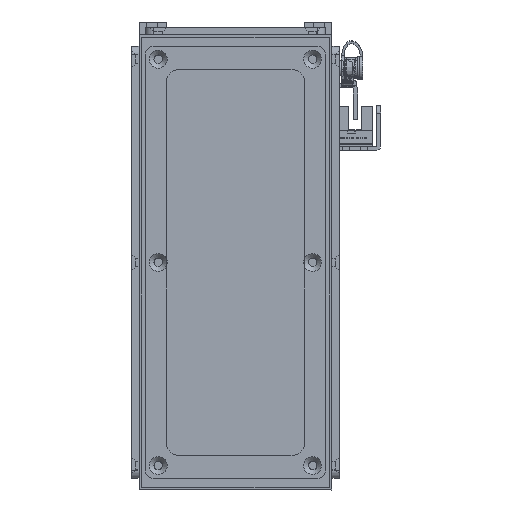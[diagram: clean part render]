
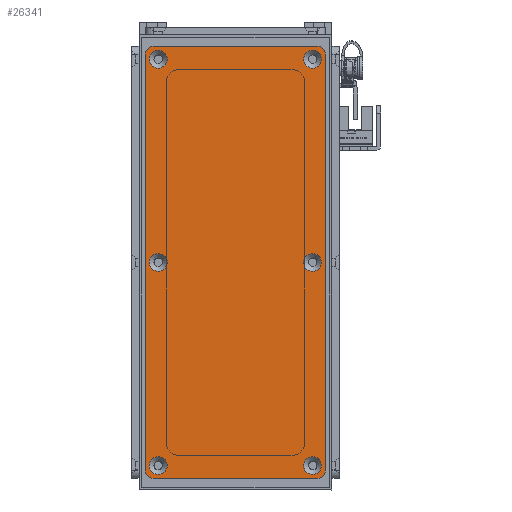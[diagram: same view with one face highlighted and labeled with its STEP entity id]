
A CAD part, left-side view. The second image highlights one B-rep face of the part: STEP entity #26341.
In plain terms, the highlighted face is planar.
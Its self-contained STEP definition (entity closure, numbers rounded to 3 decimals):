
#1232=FACE_BOUND('',#5141,.T.);
#1233=FACE_BOUND('',#5142,.T.);
#1234=FACE_BOUND('',#5143,.T.);
#1235=FACE_BOUND('',#5144,.T.);
#1236=FACE_BOUND('',#5145,.T.);
#1237=FACE_BOUND('',#5146,.T.);
#1900=PLANE('',#29558);
#3279=FACE_OUTER_BOUND('',#5140,.T.);
#5140=EDGE_LOOP('',(#24157,#24158,#24159,#24160,#24161,#24162,#24163,#24164));
#5141=EDGE_LOOP('',(#24165));
#5142=EDGE_LOOP('',(#24166));
#5143=EDGE_LOOP('',(#24167));
#5144=EDGE_LOOP('',(#24168));
#5145=EDGE_LOOP('',(#24169));
#5146=EDGE_LOOP('',(#24170));
#7311=LINE('',#46034,#9477);
#7314=LINE('',#46042,#9480);
#7317=LINE('',#46050,#9483);
#7320=LINE('',#46057,#9486);
#9477=VECTOR('',#37234,10.);
#9480=VECTOR('',#37243,10.);
#9483=VECTOR('',#37252,10.);
#9486=VECTOR('',#37261,10.);
#10820=CIRCLE('',#29512,3.45);
#10823=CIRCLE('',#29517,3.45);
#10826=CIRCLE('',#29522,3.45);
#10829=CIRCLE('',#29527,3.45);
#10832=CIRCLE('',#29532,3.45);
#10835=CIRCLE('',#29537,3.45);
#10842=CIRCLE('',#29547,3.);
#10843=CIRCLE('',#29550,3.);
#10844=CIRCLE('',#29553,3.);
#10845=CIRCLE('',#29556,3.);
#13240=VERTEX_POINT('',#45950);
#13243=VERTEX_POINT('',#45960);
#13246=VERTEX_POINT('',#45970);
#13249=VERTEX_POINT('',#45980);
#13252=VERTEX_POINT('',#45990);
#13255=VERTEX_POINT('',#46000);
#13266=VERTEX_POINT('',#46027);
#13267=VERTEX_POINT('',#46029);
#13268=VERTEX_POINT('',#46033);
#13269=VERTEX_POINT('',#46037);
#13270=VERTEX_POINT('',#46041);
#13271=VERTEX_POINT('',#46045);
#13272=VERTEX_POINT('',#46049);
#13273=VERTEX_POINT('',#46053);
#16861=EDGE_CURVE('',#13240,#13240,#10820,.T.);
#16866=EDGE_CURVE('',#13243,#13243,#10823,.T.);
#16871=EDGE_CURVE('',#13246,#13246,#10826,.T.);
#16876=EDGE_CURVE('',#13249,#13249,#10829,.T.);
#16881=EDGE_CURVE('',#13252,#13252,#10832,.T.);
#16886=EDGE_CURVE('',#13255,#13255,#10835,.T.);
#16900=EDGE_CURVE('',#13267,#13266,#10842,.T.);
#16902=EDGE_CURVE('',#13268,#13267,#7311,.T.);
#16904=EDGE_CURVE('',#13269,#13268,#10843,.T.);
#16906=EDGE_CURVE('',#13270,#13269,#7314,.T.);
#16908=EDGE_CURVE('',#13271,#13270,#10844,.T.);
#16910=EDGE_CURVE('',#13272,#13271,#7317,.T.);
#16912=EDGE_CURVE('',#13273,#13272,#10845,.T.);
#16914=EDGE_CURVE('',#13266,#13273,#7320,.T.);
#24157=ORIENTED_EDGE('',*,*,#16914,.T.);
#24158=ORIENTED_EDGE('',*,*,#16912,.T.);
#24159=ORIENTED_EDGE('',*,*,#16910,.T.);
#24160=ORIENTED_EDGE('',*,*,#16908,.T.);
#24161=ORIENTED_EDGE('',*,*,#16906,.T.);
#24162=ORIENTED_EDGE('',*,*,#16904,.T.);
#24163=ORIENTED_EDGE('',*,*,#16902,.T.);
#24164=ORIENTED_EDGE('',*,*,#16900,.T.);
#24165=ORIENTED_EDGE('',*,*,#16861,.T.);
#24166=ORIENTED_EDGE('',*,*,#16866,.T.);
#24167=ORIENTED_EDGE('',*,*,#16871,.T.);
#24168=ORIENTED_EDGE('',*,*,#16876,.T.);
#24169=ORIENTED_EDGE('',*,*,#16881,.T.);
#24170=ORIENTED_EDGE('',*,*,#16886,.T.);
#26341=ADVANCED_FACE('',(#3279,#1232,#1233,#1234,#1235,#1236,#1237),#1900,
 .T.);
#29512=AXIS2_PLACEMENT_3D('',#45951,#37142,#37143);
#29517=AXIS2_PLACEMENT_3D('',#45961,#37154,#37155);
#29522=AXIS2_PLACEMENT_3D('',#45971,#37166,#37167);
#29527=AXIS2_PLACEMENT_3D('',#45981,#37178,#37179);
#29532=AXIS2_PLACEMENT_3D('',#45991,#37190,#37191);
#29537=AXIS2_PLACEMENT_3D('',#46001,#37202,#37203);
#29547=AXIS2_PLACEMENT_3D('',#46030,#37229,#37230);
#29550=AXIS2_PLACEMENT_3D('',#46038,#37238,#37239);
#29553=AXIS2_PLACEMENT_3D('',#46046,#37247,#37248);
#29556=AXIS2_PLACEMENT_3D('',#46054,#37256,#37257);
#29558=AXIS2_PLACEMENT_3D('',#46058,#37262,#37263);
#37142=DIRECTION('center_axis',(0.,0.,-1.));
#37143=DIRECTION('ref_axis',(1.,0.,0.));
#37154=DIRECTION('center_axis',(0.,0.,-1.));
#37155=DIRECTION('ref_axis',(1.,0.,0.));
#37166=DIRECTION('center_axis',(0.,0.,-1.));
#37167=DIRECTION('ref_axis',(1.,0.,0.));
#37178=DIRECTION('center_axis',(0.,0.,-1.));
#37179=DIRECTION('ref_axis',(1.,0.,0.));
#37190=DIRECTION('center_axis',(0.,0.,-1.));
#37191=DIRECTION('ref_axis',(1.,0.,0.));
#37202=DIRECTION('center_axis',(0.,0.,-1.));
#37203=DIRECTION('ref_axis',(1.,0.,0.));
#37229=DIRECTION('center_axis',(0.,0.,1.));
#37230=DIRECTION('ref_axis',(-1.,0.,0.));
#37234=DIRECTION('',(0.,1.,0.));
#37238=DIRECTION('center_axis',(0.,0.,1.));
#37239=DIRECTION('ref_axis',(0.,1.,0.));
#37243=DIRECTION('',(1.,0.,0.));
#37247=DIRECTION('center_axis',(0.,0.,1.));
#37248=DIRECTION('ref_axis',(1.,0.,0.));
#37252=DIRECTION('',(0.,-1.,0.));
#37256=DIRECTION('center_axis',(0.,0.,1.));
#37257=DIRECTION('ref_axis',(0.,-1.,0.));
#37261=DIRECTION('',(-1.,0.,0.));
#37262=DIRECTION('center_axis',(0.,0.,1.));
#37263=DIRECTION('ref_axis',(1.,0.,0.));
#45950=CARTESIAN_POINT('',(-3.45,30.,1.5));
#45951=CARTESIAN_POINT('Origin',(0.,30.,1.5));
#45960=CARTESIAN_POINT('',(75.55,-30.,1.5));
#45961=CARTESIAN_POINT('Origin',(79.,-30.,1.5));
#45970=CARTESIAN_POINT('',(-82.45,30.,1.5));
#45971=CARTESIAN_POINT('Origin',(-79.,30.,1.5));
#45980=CARTESIAN_POINT('',(75.55,30.,1.5));
#45981=CARTESIAN_POINT('Origin',(79.,30.,1.5));
#45990=CARTESIAN_POINT('',(-82.45,-30.,1.5));
#45991=CARTESIAN_POINT('Origin',(-79.,-30.,1.5));
#46000=CARTESIAN_POINT('',(-3.45,-30.,1.5));
#46001=CARTESIAN_POINT('Origin',(0.,-30.,1.5));
#46027=CARTESIAN_POINT('',(81.,35.,1.5));
#46029=CARTESIAN_POINT('',(84.,32.,1.5));
#46030=CARTESIAN_POINT('Origin',(81.,32.,1.5));
#46033=CARTESIAN_POINT('',(84.,-32.,1.5));
#46034=CARTESIAN_POINT('',(84.,32.,1.5));
#46037=CARTESIAN_POINT('',(81.,-35.,1.5));
#46038=CARTESIAN_POINT('Origin',(81.,-32.,1.5));
#46041=CARTESIAN_POINT('',(-81.,-35.,1.5));
#46042=CARTESIAN_POINT('',(81.,-35.,1.5));
#46045=CARTESIAN_POINT('',(-84.,-32.,1.5));
#46046=CARTESIAN_POINT('Origin',(-81.,-32.,1.5));
#46049=CARTESIAN_POINT('',(-84.,32.,1.5));
#46050=CARTESIAN_POINT('',(-84.,-32.,1.5));
#46053=CARTESIAN_POINT('',(-81.,35.,1.5));
#46054=CARTESIAN_POINT('Origin',(-81.,32.,1.5));
#46057=CARTESIAN_POINT('',(-81.,35.,1.5));
#46058=CARTESIAN_POINT('Origin',(0.,0.,
1.5));
